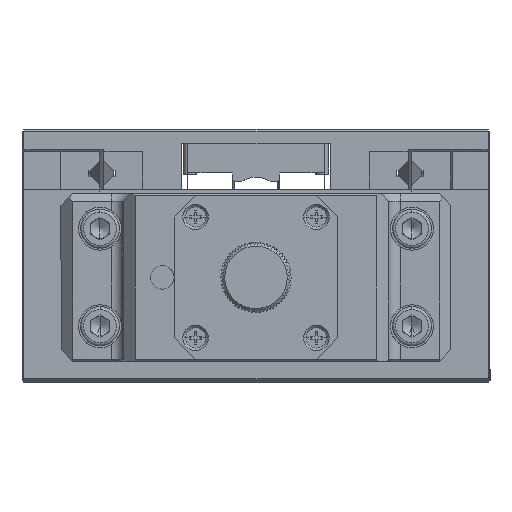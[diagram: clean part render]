
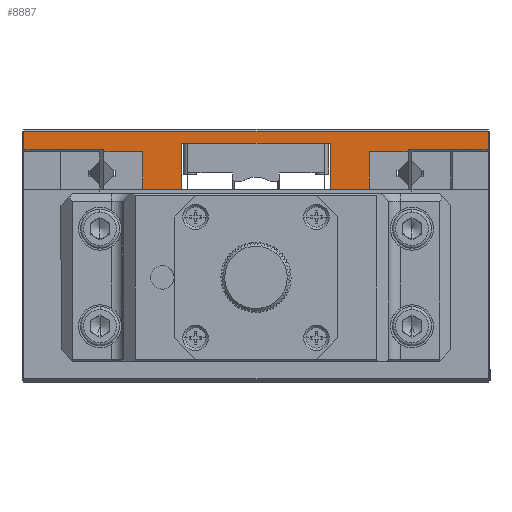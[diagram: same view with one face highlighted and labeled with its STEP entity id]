
A CAD part, left-side view. The second image highlights one B-rep face of the part: STEP entity #8887.
In plain terms, the highlighted planar face has unit normal (-1, 0, 0).
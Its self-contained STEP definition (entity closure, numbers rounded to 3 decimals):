
#1020 = CARTESIAN_POINT ( 'NONE',  ( -84.781, -22.761, 52.875 ) ) ;
#1192 = ORIENTED_EDGE ( 'NONE', *, *, #20352, .T. ) ;
#1678 = LINE ( 'NONE', #9439, #25035 ) ;
#2011 = CARTESIAN_POINT ( 'NONE',  ( -84.781, -42.761, 63.787 ) ) ;
#2046 = VERTEX_POINT ( 'NONE', #26164 ) ;
#2062 = CARTESIAN_POINT ( 'NONE',  ( -84.781, 15.239, 65.981 ) ) ;
#2184 = LINE ( 'NONE', #28351, #10670 ) ;
#2658 = ORIENTED_EDGE ( 'NONE', *, *, #4696, .T. ) ;
#3089 = AXIS2_PLACEMENT_3D ( 'NONE', #3257, #32946, #28896 ) ;
#3257 = CARTESIAN_POINT ( 'NONE',  ( -84.781, -63.761, 69.536 ) ) ;
#3580 = VERTEX_POINT ( 'NONE', #3717 ) ;
#3717 = CARTESIAN_POINT ( 'NONE',  ( -84.781, 25.239, 63.787 ) ) ;
#4267 = VERTEX_POINT ( 'NONE', #2011 ) ;
#4628 = EDGE_CURVE ( 'NONE', #19816, #31540, #37226, .T. ) ;
#4690 = DIRECTION ( 'NONE',  ( 0., 1., 0. ) ) ;
#4696 = EDGE_CURVE ( 'NONE', #22468, #31540, #30825, .T. ) ;
#4894 = CARTESIAN_POINT ( 'NONE',  ( -84.781, -63.261, 64.335 ) ) ;
#5250 = CARTESIAN_POINT ( 'NONE',  ( -84.781, 25.239, 52.875 ) ) ;
#6233 = DIRECTION ( 'NONE',  ( 0., 0., -1. ) ) ;
#6524 = ORIENTED_EDGE ( 'NONE', *, *, #4628, .F. ) ;
#6637 = LINE ( 'NONE', #11538, #44096 ) ;
#7179 = ORIENTED_EDGE ( 'NONE', *, *, #37436, .T. ) ;
#7295 = VECTOR ( 'NONE', #25503, 1000. ) ;
#7627 = ORIENTED_EDGE ( 'NONE', *, *, #41672, .T. ) ;
#7891 = CARTESIAN_POINT ( 'NONE',  ( -84.781, -32.761, 52.875 ) ) ;
#7969 = EDGE_CURVE ( 'NONE', #2046, #3580, #27198, .T. ) ;
#8037 = CARTESIAN_POINT ( 'NONE',  ( -84.781, -63.761, 52.875 ) ) ;
#8271 = LINE ( 'NONE', #8912, #40455 ) ;
#8887 = ADVANCED_FACE ( 'NONE', ( #32920 ), #40543, .F. ) ;
#8912 = CARTESIAN_POINT ( 'NONE',  ( -84.781, -63.261, 69.536 ) ) ;
#9259 = EDGE_LOOP ( 'NONE', ( #45808, #24279, #7179, #29803, #20548, #9549, #33083, #14817, #29252, #1192, #7627, #2658, #6524, #15676, #14384, #32426 ) ) ;
#9439 = CARTESIAN_POINT ( 'NONE',  ( -84.781, -63.761, 64.335 ) ) ;
#9549 = ORIENTED_EDGE ( 'NONE', *, *, #48473, .T. ) ;
#10491 = CARTESIAN_POINT ( 'NONE',  ( -84.781, -63.761, 64.335 ) ) ;
#10670 = VECTOR ( 'NONE', #43093, 1000. ) ;
#11538 = CARTESIAN_POINT ( 'NONE',  ( -84.781, -63.761, 63.787 ) ) ;
#11802 = LINE ( 'NONE', #36448, #25212 ) ;
#12667 = VECTOR ( 'NONE', #31620, 1000. ) ;
#12718 = VECTOR ( 'NONE', #21737, 1000. ) ;
#12869 = LINE ( 'NONE', #14376, #40385 ) ;
#13447 = CARTESIAN_POINT ( 'NONE',  ( -84.781, -42.761, 69.536 ) ) ;
#13797 = LINE ( 'NONE', #39506, #12667 ) ;
#14129 = VERTEX_POINT ( 'NONE', #29642 ) ;
#14376 = CARTESIAN_POINT ( 'NONE',  ( -84.781, -32.761, 69.536 ) ) ;
#14384 = ORIENTED_EDGE ( 'NONE', *, *, #37514, .T. ) ;
#14653 = EDGE_CURVE ( 'NONE', #19816, #23418, #12869, .T. ) ;
#14817 = ORIENTED_EDGE ( 'NONE', *, *, #14881, .T. ) ;
#14881 = EDGE_CURVE ( 'NONE', #3580, #28053, #22739, .T. ) ;
#15676 = ORIENTED_EDGE ( 'NONE', *, *, #14653, .T. ) ;
#16635 = DIRECTION ( 'NONE',  ( 0., 0., -1. ) ) ;
#17016 = EDGE_CURVE ( 'NONE', #17621, #28053, #40752, .T. ) ;
#17621 = VERTEX_POINT ( 'NONE', #38253 ) ;
#18973 = EDGE_CURVE ( 'NONE', #44869, #32057, #26555, .T. ) ;
#19212 = CARTESIAN_POINT ( 'NONE',  ( -84.781, 55.739, 69.036 ) ) ;
#19334 = VERTEX_POINT ( 'NONE', #2062 ) ;
#19513 = CARTESIAN_POINT ( 'NONE',  ( -84.781, -42.761, 64.335 ) ) ;
#19668 = DIRECTION ( 'NONE',  ( 0., -1., 0. ) ) ;
#19816 = VERTEX_POINT ( 'NONE', #7891 ) ;
#19993 = DIRECTION ( 'NONE',  ( 0., 0., -1. ) ) ;
#20352 = EDGE_CURVE ( 'NONE', #17621, #19334, #2184, .T. ) ;
#20548 = ORIENTED_EDGE ( 'NONE', *, *, #18973, .T. ) ;
#20669 = VECTOR ( 'NONE', #37187, 1000. ) ;
#20978 = EDGE_CURVE ( 'NONE', #27614, #44869, #11802, .T. ) ;
#21414 = LINE ( 'NONE', #13447, #12718 ) ;
#21737 = DIRECTION ( 'NONE',  ( 0., 0., 1. ) ) ;
#22444 = EDGE_CURVE ( 'NONE', #48486, #34583, #1678, .T. ) ;
#22468 = VERTEX_POINT ( 'NONE', #32119 ) ;
#22739 = LINE ( 'NONE', #42678, #43273 ) ;
#23418 = VERTEX_POINT ( 'NONE', #29256 ) ;
#24279 = ORIENTED_EDGE ( 'NONE', *, *, #39047, .T. ) ;
#24355 = VECTOR ( 'NONE', #26645, 1000. ) ;
#24453 = EDGE_CURVE ( 'NONE', #4267, #48486, #21414, .T. ) ;
#25035 = VECTOR ( 'NONE', #43136, 1000. ) ;
#25212 = VECTOR ( 'NONE', #6233, 1000. ) ;
#25503 = DIRECTION ( 'NONE',  ( 0., -1., 0. ) ) ;
#26164 = CARTESIAN_POINT ( 'NONE',  ( -84.781, 35.239, 63.787 ) ) ;
#26555 = LINE ( 'NONE', #10491, #7295 ) ;
#26645 = DIRECTION ( 'NONE',  ( 0., 0., -1. ) ) ;
#27198 = LINE ( 'NONE', #44704, #34778 ) ;
#27614 = VERTEX_POINT ( 'NONE', #19212 ) ;
#28053 = VERTEX_POINT ( 'NONE', #5250 ) ;
#28351 = CARTESIAN_POINT ( 'NONE',  ( -84.781, 15.239, 69.536 ) ) ;
#28896 = DIRECTION ( 'NONE',  ( 0., 1., 0. ) ) ;
#29252 = ORIENTED_EDGE ( 'NONE', *, *, #17016, .F. ) ;
#29256 = CARTESIAN_POINT ( 'NONE',  ( -84.781, -32.761, 63.787 ) ) ;
#29642 = CARTESIAN_POINT ( 'NONE',  ( -84.781, -63.261, 69.036 ) ) ;
#29803 = ORIENTED_EDGE ( 'NONE', *, *, #20978, .T. ) ;
#30156 = CARTESIAN_POINT ( 'NONE',  ( -84.781, 55.739, 64.335 ) ) ;
#30673 = LINE ( 'NONE', #48135, #20669 ) ;
#30701 = VECTOR ( 'NONE', #19993, 1000. ) ;
#30825 = LINE ( 'NONE', #41419, #24355 ) ;
#31540 = VERTEX_POINT ( 'NONE', #1020 ) ;
#31620 = DIRECTION ( 'NONE',  ( 0., -1., 0. ) ) ;
#32057 = VERTEX_POINT ( 'NONE', #38813 ) ;
#32119 = CARTESIAN_POINT ( 'NONE',  ( -84.781, -22.761, 65.981 ) ) ;
#32426 = ORIENTED_EDGE ( 'NONE', *, *, #24453, .T. ) ;
#32920 = FACE_OUTER_BOUND ( 'NONE', #9259, .T. ) ;
#32946 = DIRECTION ( 'NONE',  ( 1., 0., 0. ) ) ;
#33083 = ORIENTED_EDGE ( 'NONE', *, *, #7969, .T. ) ;
#33720 = CARTESIAN_POINT ( 'NONE',  ( -84.781, -63.761, 52.875 ) ) ;
#34198 = LINE ( 'NONE', #34871, #30701 ) ;
#34583 = VERTEX_POINT ( 'NONE', #4894 ) ;
#34778 = VECTOR ( 'NONE', #47780, 1000. ) ;
#34871 = CARTESIAN_POINT ( 'NONE',  ( -84.781, 35.239, 69.536 ) ) ;
#35031 = DIRECTION ( 'NONE',  ( 0., 0., 1. ) ) ;
#36448 = CARTESIAN_POINT ( 'NONE',  ( -84.781, 55.739, 69.536 ) ) ;
#37187 = DIRECTION ( 'NONE',  ( 0., 1., 0. ) ) ;
#37226 = LINE ( 'NONE', #8037, #48337 ) ;
#37436 = EDGE_CURVE ( 'NONE', #14129, #27614, #30673, .T. ) ;
#37514 = EDGE_CURVE ( 'NONE', #23418, #4267, #6637, .T. ) ;
#38253 = CARTESIAN_POINT ( 'NONE',  ( -84.781, 15.239, 52.875 ) ) ;
#38813 = CARTESIAN_POINT ( 'NONE',  ( -84.781, 35.239, 64.335 ) ) ;
#39047 = EDGE_CURVE ( 'NONE', #34583, #14129, #8271, .T. ) ;
#39506 = CARTESIAN_POINT ( 'NONE',  ( -84.781, -63.761, 65.981 ) ) ;
#40385 = VECTOR ( 'NONE', #44961, 1000. ) ;
#40455 = VECTOR ( 'NONE', #35031, 1000. ) ;
#40543 = PLANE ( 'NONE',  #3089 ) ;
#40752 = LINE ( 'NONE', #33720, #45996 ) ;
#41419 = CARTESIAN_POINT ( 'NONE',  ( -84.781, -22.761, 69.536 ) ) ;
#41672 = EDGE_CURVE ( 'NONE', #19334, #22468, #13797, .T. ) ;
#41736 = DIRECTION ( 'NONE',  ( 0., 1., 0. ) ) ;
#42678 = CARTESIAN_POINT ( 'NONE',  ( -84.781, 25.239, 69.536 ) ) ;
#43093 = DIRECTION ( 'NONE',  ( 0., 0., 1. ) ) ;
#43136 = DIRECTION ( 'NONE',  ( 0., -1., 0. ) ) ;
#43273 = VECTOR ( 'NONE', #16635, 1000. ) ;
#44096 = VECTOR ( 'NONE', #19668, 1000. ) ;
#44704 = CARTESIAN_POINT ( 'NONE',  ( -84.781, -63.761, 63.787 ) ) ;
#44869 = VERTEX_POINT ( 'NONE', #30156 ) ;
#44961 = DIRECTION ( 'NONE',  ( 0., 0., 1. ) ) ;
#45808 = ORIENTED_EDGE ( 'NONE', *, *, #22444, .T. ) ;
#45996 = VECTOR ( 'NONE', #4690, 1000. ) ;
#47780 = DIRECTION ( 'NONE',  ( 0., -1., 0. ) ) ;
#48135 = CARTESIAN_POINT ( 'NONE',  ( -84.781, -63.761, 69.036 ) ) ;
#48337 = VECTOR ( 'NONE', #41736, 1000. ) ;
#48473 = EDGE_CURVE ( 'NONE', #32057, #2046, #34198, .T. ) ;
#48486 = VERTEX_POINT ( 'NONE', #19513 ) ;
